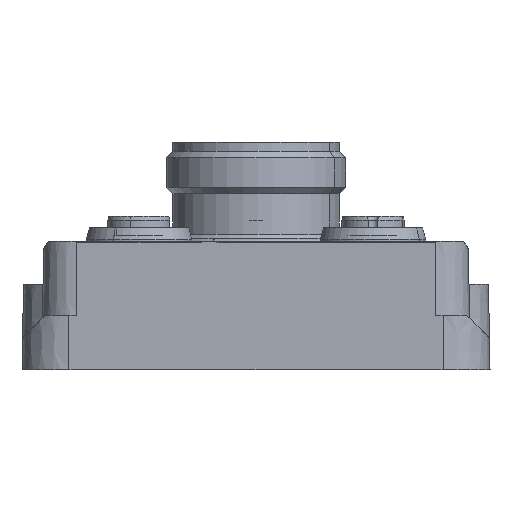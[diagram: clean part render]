
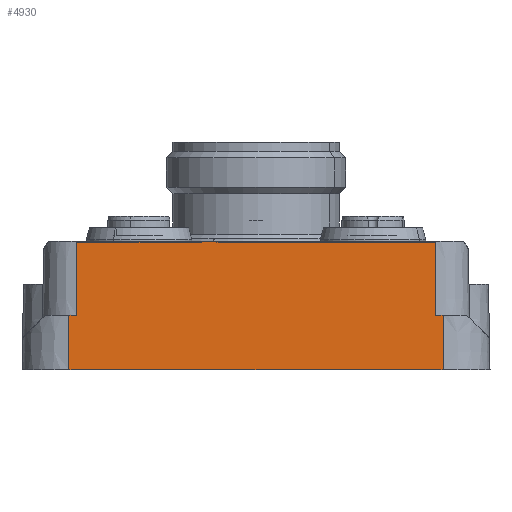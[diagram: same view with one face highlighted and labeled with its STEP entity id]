
A CAD part, front view. The second image highlights one B-rep face of the part: STEP entity #4930.
In plain terms, the highlighted planar face has unit normal (0, -1, 0.018).
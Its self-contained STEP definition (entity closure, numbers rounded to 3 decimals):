
#4897=AXIS2_PLACEMENT_3D('Plane Axis2P3D',#4894,#4895,#4896) ;
#2186=CARTESIAN_POINT('Line Origine',(6.5,0.,0.)) ;
#2190=CARTESIAN_POINT('Vertex',(7.,0.,0.)) ;
#2192=CARTESIAN_POINT('Vertex',(6.,0.,0.)) ;
#2204=CARTESIAN_POINT('Vertex',(54.,0.,0.)) ;
#2207=CARTESIAN_POINT('Line Origine',(53.5,0.,0.)) ;
#2211=CARTESIAN_POINT('Vertex',(53.,0.,0.)) ;
#2214=CARTESIAN_POINT('Line Origine',(30.,0.,0.)) ;
#2565=CARTESIAN_POINT('Vertex',(6.,0.122,7.)) ;
#2568=CARTESIAN_POINT('Line Origine',(6.,0.061,3.5)) ;
#2763=CARTESIAN_POINT('Vertex',(54.,0.122,7.)) ;
#2766=CARTESIAN_POINT('Line Origine',(54.,0.061,3.5)) ;
#3889=CARTESIAN_POINT('Vertex',(7.,0.122,7.)) ;
#3892=CARTESIAN_POINT('Line Origine',(6.5,0.122,7.)) ;
#3919=CARTESIAN_POINT('Line Origine',(7.,0.144,8.25)) ;
#3923=CARTESIAN_POINT('Vertex',(7.,0.288,16.5)) ;
#4894=CARTESIAN_POINT('Axis2P3D Location',(30.,0.,0.)) ;
#4899=CARTESIAN_POINT('Line Origine',(30.,0.122,7.)) ;
#4903=CARTESIAN_POINT('Vertex',(53.,0.122,7.)) ;
#4906=CARTESIAN_POINT('Line Origine',(53.,0.061,3.5)) ;
#4910=CARTESIAN_POINT('Vertex',(53.,0.288,16.5)) ;
#4913=CARTESIAN_POINT('Line Origine',(30.,0.288,16.5)) ;
#2187=DIRECTION('Vector Direction',(-1.,0.,0.)) ;
#2208=DIRECTION('Vector Direction',(-1.,0.,0.)) ;
#2215=DIRECTION('Vector Direction',(-1.,0.,0.)) ;
#2569=DIRECTION('Vector Direction',(0.,-0.017,-1.)) ;
#2767=DIRECTION('Vector Direction',(0.,-0.017,-1.)) ;
#3893=DIRECTION('Vector Direction',(-1.,0.,0.)) ;
#3920=DIRECTION('Vector Direction',(0.,-0.017,-1.)) ;
#4895=DIRECTION('Axis2P3D Direction',(0.,-1.,0.017)) ;
#4896=DIRECTION('Axis2P3D XDirection',(-1.,0.,0.)) ;
#4900=DIRECTION('Vector Direction',(-1.,0.,0.)) ;
#4907=DIRECTION('Vector Direction',(0.,-0.017,-1.)) ;
#4914=DIRECTION('Vector Direction',(-1.,0.,0.)) ;
#2188=VECTOR('Line Direction',#2187,1.) ;
#2209=VECTOR('Line Direction',#2208,1.) ;
#2216=VECTOR('Line Direction',#2215,1.) ;
#2570=VECTOR('Line Direction',#2569,1.) ;
#2768=VECTOR('Line Direction',#2767,1.) ;
#3894=VECTOR('Line Direction',#3893,1.) ;
#3921=VECTOR('Line Direction',#3920,1.) ;
#4901=VECTOR('Line Direction',#4900,1.) ;
#4908=VECTOR('Line Direction',#4907,1.) ;
#4915=VECTOR('Line Direction',#4914,1.) ;
#4919=ORIENTED_EDGE('',*,*,#2213,.F.) ;
#4920=ORIENTED_EDGE('',*,*,#2770,.T.) ;
#4921=ORIENTED_EDGE('',*,*,#4905,.F.) ;
#4922=ORIENTED_EDGE('',*,*,#4912,.T.) ;
#4923=ORIENTED_EDGE('',*,*,#4917,.F.) ;
#4924=ORIENTED_EDGE('',*,*,#3925,.F.) ;
#4925=ORIENTED_EDGE('',*,*,#3896,.F.) ;
#4926=ORIENTED_EDGE('',*,*,#2572,.F.) ;
#4927=ORIENTED_EDGE('',*,*,#2194,.F.) ;
#4928=ORIENTED_EDGE('',*,*,#2218,.F.) ;
#4930=ADVANCED_FACE('335296.1\\SAI-Verteiler-8.1\\GH',(#4929),#4898,.T.) ;
#2194=EDGE_CURVE('',#2191,#2193,#2189,.T.) ;
#2213=EDGE_CURVE('',#2205,#2212,#2210,.T.) ;
#2218=EDGE_CURVE('',#2212,#2191,#2217,.T.) ;
#2572=EDGE_CURVE('',#2193,#2566,#2571,.F.) ;
#2770=EDGE_CURVE('',#2205,#2764,#2769,.F.) ;
#3896=EDGE_CURVE('',#2566,#3890,#3895,.F.) ;
#3925=EDGE_CURVE('',#3890,#3924,#3922,.F.) ;
#4905=EDGE_CURVE('',#4904,#2764,#4902,.F.) ;
#4912=EDGE_CURVE('',#4904,#4911,#4909,.F.) ;
#4917=EDGE_CURVE('',#3924,#4911,#4916,.F.) ;
#4918=EDGE_LOOP('',(#4919,#4920,#4921,#4922,#4923,#4924,#4925,#4926,#4927,#4928)) ;
#4929=FACE_OUTER_BOUND('',#4918,.T.) ;
#2189=LINE('Line',#2186,#2188) ;
#2210=LINE('Line',#2207,#2209) ;
#2217=LINE('Line',#2214,#2216) ;
#2571=LINE('Line',#2568,#2570) ;
#2769=LINE('Line',#2766,#2768) ;
#3895=LINE('Line',#3892,#3894) ;
#3922=LINE('Line',#3919,#3921) ;
#4902=LINE('Line',#4899,#4901) ;
#4909=LINE('Line',#4906,#4908) ;
#4916=LINE('Line',#4913,#4915) ;
#4898=PLANE('',#4897) ;
#2191=VERTEX_POINT('',#2190) ;
#2193=VERTEX_POINT('',#2192) ;
#2205=VERTEX_POINT('',#2204) ;
#2212=VERTEX_POINT('',#2211) ;
#2566=VERTEX_POINT('',#2565) ;
#2764=VERTEX_POINT('',#2763) ;
#3890=VERTEX_POINT('',#3889) ;
#3924=VERTEX_POINT('',#3923) ;
#4904=VERTEX_POINT('',#4903) ;
#4911=VERTEX_POINT('',#4910) ;
